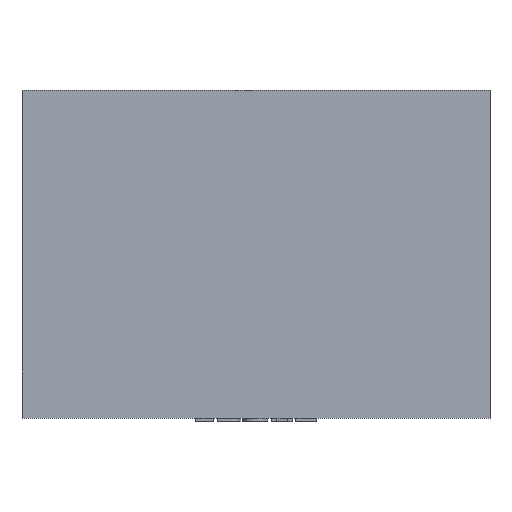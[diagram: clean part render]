
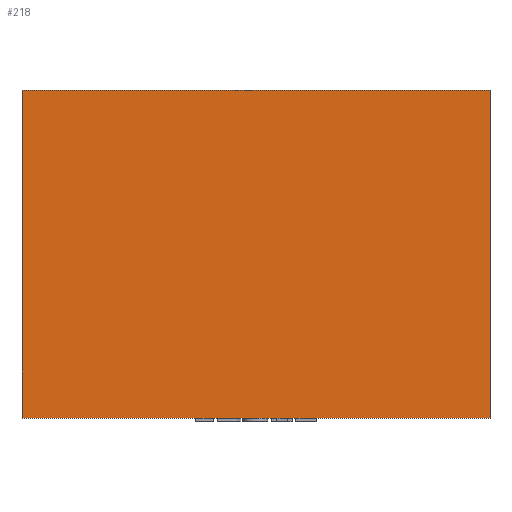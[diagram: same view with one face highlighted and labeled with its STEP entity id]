
A CAD part, top view. The second image highlights one B-rep face of the part: STEP entity #218.
In plain terms, the highlighted planar face has unit normal (0, 0, 1).
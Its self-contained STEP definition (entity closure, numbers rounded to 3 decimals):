
#218 = ADVANCED_FACE( '', ( #574 ), #575, .F. );
#574 = FACE_OUTER_BOUND( '', #2412, .T. );
#575 = PLANE( '', #2413 );
#2412 = EDGE_LOOP( '', ( #3718, #3719, #3720, #3721 ) );
#2413 = AXIS2_PLACEMENT_3D( '', #3722, #3723, #3724 );
#3718 = ORIENTED_EDGE( '', *, *, #3934, .T. );
#3719 = ORIENTED_EDGE( '', *, *, #3755, .F. );
#3720 = ORIENTED_EDGE( '', *, *, #4089, .F. );
#3721 = ORIENTED_EDGE( '', *, *, #3841, .T. );
#3722 = CARTESIAN_POINT( '', ( 222.25, -155.575, 53.975 ) );
#3723 = DIRECTION( '', ( 0., 0., -1. ) );
#3724 = DIRECTION( '', ( -1., 0., 0. ) );
#3755 = EDGE_CURVE( '', #4194, #4192, #4196, .T. );
#3841 = EDGE_CURVE( '', #4348, #4346, #4349, .T. );
#3934 = EDGE_CURVE( '', #4346, #4192, #4498, .T. );
#4089 = EDGE_CURVE( '', #4348, #4194, #4732, .T. );
#4192 = VERTEX_POINT( '', #5042 );
#4194 = VERTEX_POINT( '', #5045 );
#4196 = LINE( '', #5048, #5049 );
#4346 = VERTEX_POINT( '', #5635 );
#4348 = VERTEX_POINT( '', #5638 );
#4349 = LINE( '', #5639, #5640 );
#4498 = LINE( '', #5985, #5986 );
#4732 = LINE( '', #6332, #6333 );
#5042 = CARTESIAN_POINT( '', ( -222.25, 155.575, 53.975 ) );
#5045 = CARTESIAN_POINT( '', ( -222.25, -155.575, 53.975 ) );
#5048 = CARTESIAN_POINT( '', ( -222.25, -155.575, 53.975 ) );
#5049 = VECTOR( '', #6462, 1000. );
#5635 = CARTESIAN_POINT( '', ( 222.25, 155.575, 53.975 ) );
#5638 = CARTESIAN_POINT( '', ( 222.25, -155.575, 53.975 ) );
#5639 = CARTESIAN_POINT( '', ( 222.25, -155.575, 53.975 ) );
#5640 = VECTOR( '', #6511, 1000. );
#5985 = CARTESIAN_POINT( '', ( 222.25, 155.575, 53.975 ) );
#5986 = VECTOR( '', #6664, 1000. );
#6332 = CARTESIAN_POINT( '', ( 222.25, -155.575, 53.975 ) );
#6333 = VECTOR( '', #6944, 1000. );
#6462 = DIRECTION( '', ( 0., 1., 0. ) );
#6511 = DIRECTION( '', ( 0., 1., 0. ) );
#6664 = DIRECTION( '', ( -1., 0., 0. ) );
#6944 = DIRECTION( '', ( -1., 0., 0. ) );
